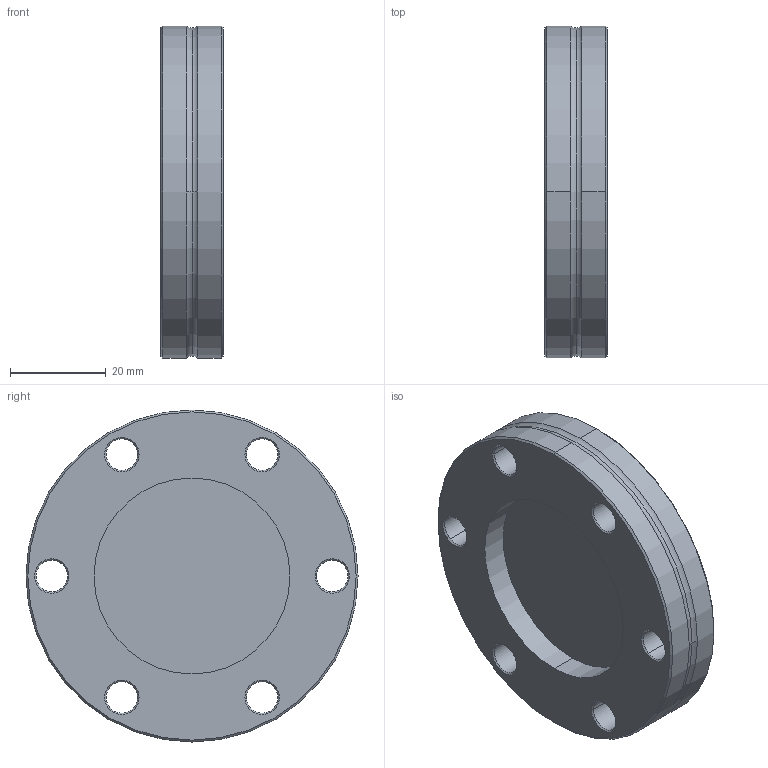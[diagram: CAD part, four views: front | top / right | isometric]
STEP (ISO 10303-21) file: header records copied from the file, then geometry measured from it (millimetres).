
FILE_DESCRIPTION((''),'2;1');
FILE_NAME('213-012.stp','2004-02-04T08:16:17',('KAA'),(''),'Autodesk Inventor (R) 6.0','Autodesk Inventor (R) 6.0','');
FILE_SCHEMA(('CONFIG_CONTROL_DESIGN'));
Length unit declared in the file: millimetre
Products named in the file (1): 213-012
Bounding box: 13 x 69.5 x 69.5 mm (x, y, z)
Volume: 36873.4 mm3; surface area: 14433.7 mm2
Topology: 1 solids, 1 shells, 74 faces, 169 edges, 101 vertices
Faces by surface type: cone 38, bspline 14, cylinder 10, torus 6, plane 6
Entity records: 2457 total; most frequent: CARTESIAN_POINT 637, DIRECTION 400, ORIENTED_EDGE 338, AXIS2_PLACEMENT_3D 170, EDGE_CURVE 169, CIRCLE 109, VERTEX_POINT 101, EDGE_LOOP 90
